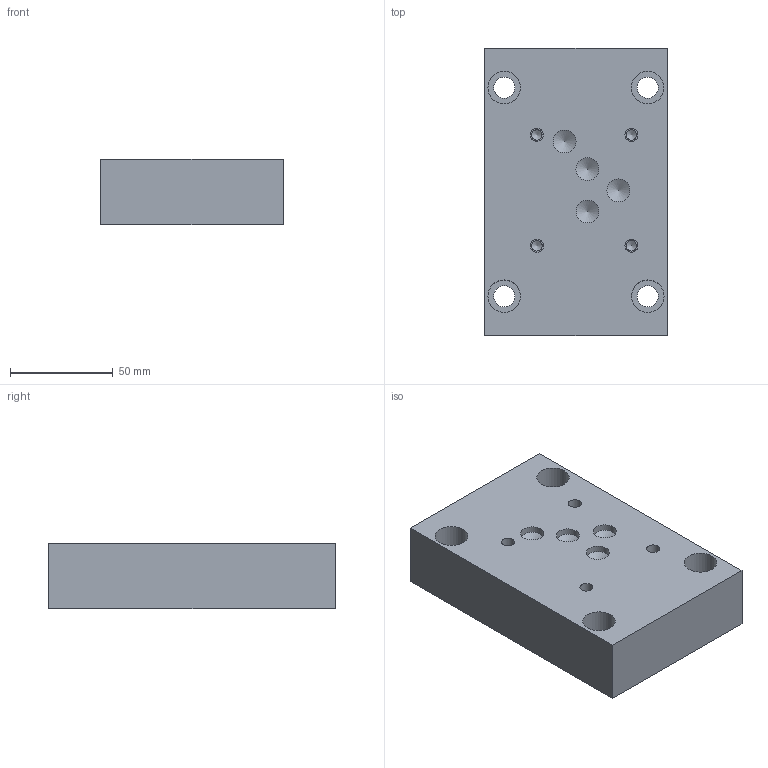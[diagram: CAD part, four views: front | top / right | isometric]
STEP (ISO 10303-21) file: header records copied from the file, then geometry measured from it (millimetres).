
FILE_DESCRIPTION(/* description */ (''),/* implementation_level */ '2;1');
FILE_NAME(/* name */ '_D05D07VAAB.stp',/* time_stamp */ '2022-08-04T10:43:49-04:00',/* author */ ('trevorh'),/* organization */ (''),/* preprocessor_version */ 'ST-DEVELOPER v18',/* originating_system */ 'Autodesk Inventor 2020',/* authorisation */ '');
FILE_SCHEMA (('CONFIG_CONTROL_DESIGN'));
Length unit declared in the file: millimetre
Products named in the file (1): Part_AD05D07VAAB_3D
Bounding box: 88.9 x 139.7 x 31.75 mm (x, y, z)
Volume: 361129.8 mm3; surface area: 47864.4 mm2
Topology: 1 solids, 1 shells, 380 faces, 1050 edges, 716 vertices
Faces by surface type: plane 255, bspline 75, cylinder 34, cone 16
Full cylindrical faces by diameter (mm): 3.175 x2, 5.105 x4, 6.35 x6, 10.312 x4, 11.125 x6, 15.875 x4, 17.475 x4, 25.4 x4
Entity records: 12779 total; most frequent: CARTESIAN_POINT 3106, ORIENTED_EDGE 2068, DIRECTION 1628, EDGE_CURVE 1034, LINE 752, VECTOR 752, VERTEX_POINT 716, EDGE_LOOP 448
